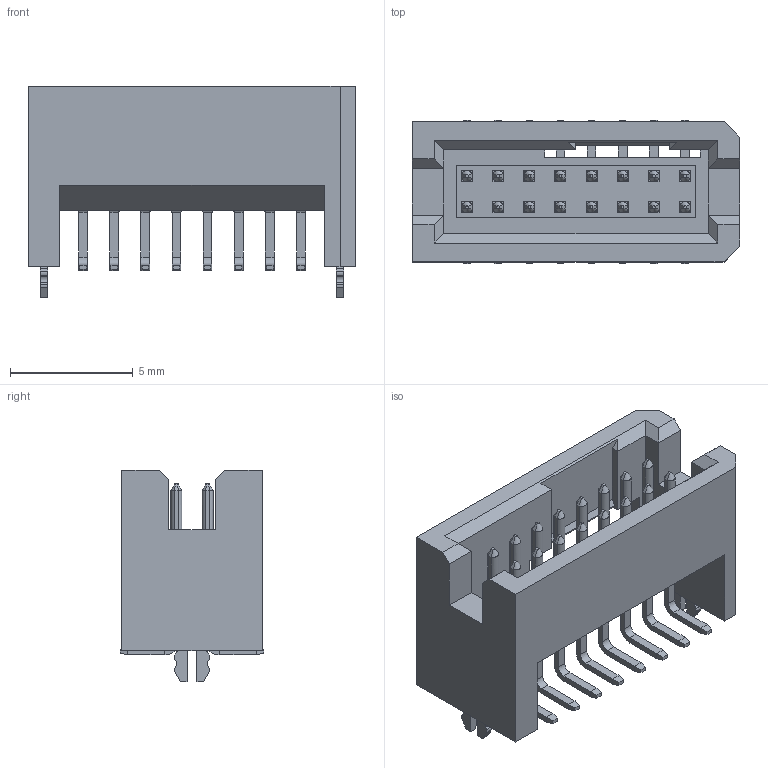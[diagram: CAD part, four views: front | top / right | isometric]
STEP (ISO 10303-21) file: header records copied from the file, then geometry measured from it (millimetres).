
FILE_DESCRIPTION( ('This file contains a STEP AP42 implementation' ,'as created by ZW3D STEP Interface translator.') ,'2;1' );
FILE_NAME( '3601-P016-D32MXXR01.stp' ,'24 415.145347', (''), ('ZWCAD Software Co.'), 'Version 1.0', 'ZW3D to STEP translator', '' );
FILE_SCHEMA(('AUTOMOTIVE_DESIGN { 1 0 10303 214 1 1 1 1 }'));
Length unit declared in the file: millimetre
Products named in the file (2): 0; 3601-P016-D32MXXR01
Bounding box: 13.34 x 5.84 x 8.64 mm (x, y, z)
Volume: 0 mm3; surface area: 691.9 mm2
Topology: 4 solids, 6 shells, 797 faces, 1959 edges, 1199 vertices
Faces by surface type: plane 570, cylinder 195, bspline 32
Full cylindrical faces by diameter (mm): 0.5 x2
Entity records: 24942 total; most frequent: CARTESIAN_POINT 5723, ORIENTED_EDGE 3932, DIRECTION 3571, EDGE_CURVE 1958, VECTOR 1489, LINE 1489, VERTEX_POINT 1199, AXIS2_PLACEMENT_3D 1041
